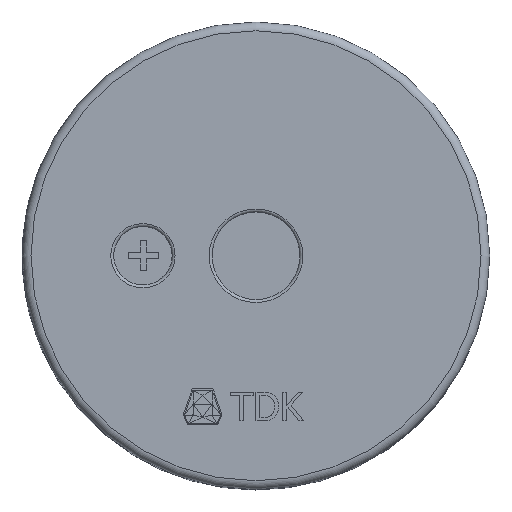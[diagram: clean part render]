
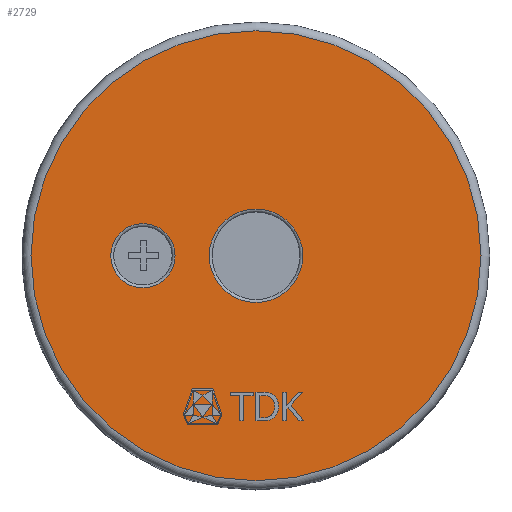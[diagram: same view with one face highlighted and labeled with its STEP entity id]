
A CAD part, top view. The second image highlights one B-rep face of the part: STEP entity #2729.
In plain terms, the highlighted planar face has unit normal (0, 0, 1).
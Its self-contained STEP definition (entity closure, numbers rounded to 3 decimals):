
#210=FACE_BOUND('',#520,.T.);
#211=FACE_BOUND('',#521,.T.);
#270=CIRCLE('',#3009,1.1);
#274=CIRCLE('',#3015,7.7);
#275=CIRCLE('',#3016,7.7);
#276=CIRCLE('',#3017,1.6);
#362=FACE_OUTER_BOUND('',#519,.T.);
#519=EDGE_LOOP('',(#1905,#1906));
#520=EDGE_LOOP('',(#1907));
#521=EDGE_LOOP('',(#1908));
#1236=VERTEX_POINT('',#4070);
#1239=VERTEX_POINT('',#4080);
#1240=VERTEX_POINT('',#4081);
#1241=VERTEX_POINT('',#4084);
#1499=EDGE_CURVE('',#1236,#1236,#270,.T.);
#1504=EDGE_CURVE('',#1239,#1240,#274,.T.);
#1505=EDGE_CURVE('',#1240,#1239,#275,.T.);
#1506=EDGE_CURVE('',#1241,#1241,#276,.T.);
#1905=ORIENTED_EDGE('',*,*,#1504,.F.);
#1906=ORIENTED_EDGE('',*,*,#1505,.F.);
#1907=ORIENTED_EDGE('',*,*,#1506,.F.);
#1908=ORIENTED_EDGE('',*,*,#1499,.F.);
#2618=PLANE('',#3014);
#2729=ADVANCED_FACE('',(#362,#210,#211),#2618,.T.);
#3009=AXIS2_PLACEMENT_3D('',#4071,#3301,#3302);
#3014=AXIS2_PLACEMENT_3D('',#4079,#3312,#3313);
#3015=AXIS2_PLACEMENT_3D('',#4082,#3314,#3315);
#3016=AXIS2_PLACEMENT_3D('',#4083,#3316,#3317);
#3017=AXIS2_PLACEMENT_3D('',#4085,#3318,#3319);
#3301=DIRECTION('center_axis',(0.,0.,1.));
#3302=DIRECTION('ref_axis',(-1.,0.,0.));
#3312=DIRECTION('center_axis',(0.,0.,1.));
#3313=DIRECTION('ref_axis',(1.,0.,0.));
#3314=DIRECTION('center_axis',(0.,0.,-1.));
#3315=DIRECTION('ref_axis',(-1.,0.,0.));
#3316=DIRECTION('center_axis',(0.,0.,-1.));
#3317=DIRECTION('ref_axis',(-1.,0.,0.));
#3318=DIRECTION('center_axis',(0.,0.,1.));
#3319=DIRECTION('ref_axis',(-1.,0.,0.));
#4070=CARTESIAN_POINT('',(-2.769,0.,10.));
#4071=CARTESIAN_POINT('Origin',(-3.869,0.,10.));
#4079=CARTESIAN_POINT('Origin',(0.,0.,
10.));
#4080=CARTESIAN_POINT('',(7.7,0.,10.));
#4081=CARTESIAN_POINT('',(-7.7,0.,10.));
#4082=CARTESIAN_POINT('Origin',(0.,0.,10.));
#4083=CARTESIAN_POINT('Origin',(0.,0.,10.));
#4084=CARTESIAN_POINT('',(1.6,0.,10.));
#4085=CARTESIAN_POINT('Origin',(0.,0.,10.));
